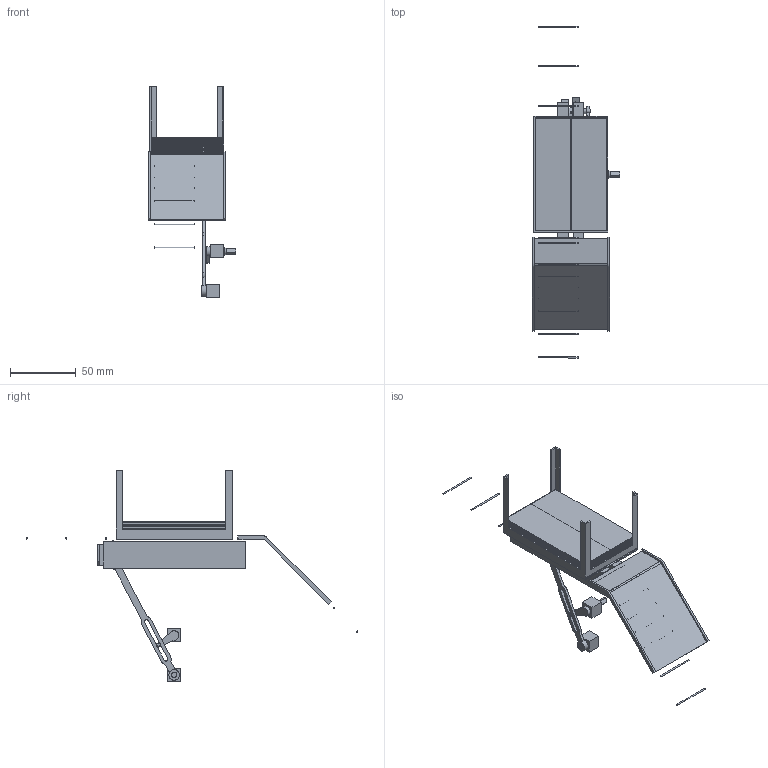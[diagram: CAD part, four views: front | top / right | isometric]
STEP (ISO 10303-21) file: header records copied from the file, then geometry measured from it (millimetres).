
FILE_DESCRIPTION((''),'2;1');
FILE_NAME('AssA.stp','2016-03-14T14:14:39',('Administrator'),(''),'Autodesk Inventor 2008','Autodesk Inventor 2008','');
FILE_SCHEMA(('AUTOMOTIVE_DESIGN { 1 0 10303 214 1 1 1 1 }'));
Length unit declared in the file: millimetre
Products named in the file (19): AssA; CardContainer; CardGuide; Rail1; Runway; RunwayF; BearingB; Pivot; AssCard; CardA; CardB; AssCardS; SliderM; Slider1; Slider2; Pin1; Lever; Crank; BallContact
Assembly tree (32 placements, depth 4):
  AssA
    CardContainer
    CardGuide
    Rail1
    Runway
    RunwayF
    BearingB
    Pivot
    AssCard  x2
      CardA
      CardB
    AssCardS
      AssCard  x10
        CardA
        CardB
    SliderM
    Slider1
    Slider2
    Pin1  x4
    Lever
    Crank
    BallContact
Bounding box: 66 x 251.71 x 160 mm (x, y, z)
Volume: 97562.1 mm3; surface area: 174855.9 mm2
Topology: 58 solids, 58 shells, 787 faces, 2019 edges, 1038 vertices
Faces by surface type: plane 383, cylinder 198, bspline 96, torus 56, sphere 49, cone 5
Full cylindrical faces by diameter (mm): 0.1 x1, 0.5 x60, 1 x30, 2 x8, 3 x2, 4 x3, 5 x1, 6 x2, 7 x1, 8 x1
Entity records: 11559 total; most frequent: CARTESIAN_POINT 4593, DIRECTION 1373, ORIENTED_EDGE 1172, EDGE_CURVE 586, AXIS2_PLACEMENT_3D 490, VERTEX_POINT 402, VECTOR 393, LINE 393
